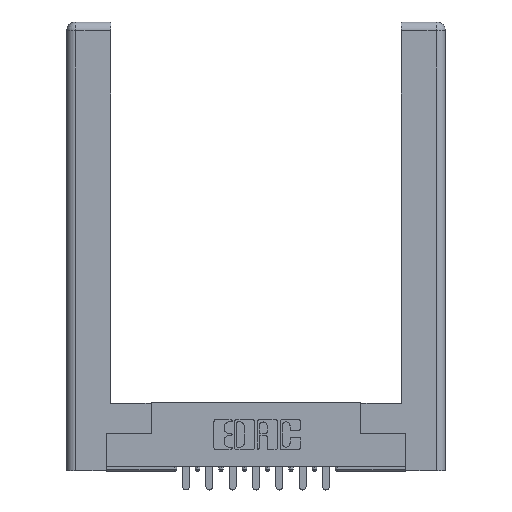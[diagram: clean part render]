
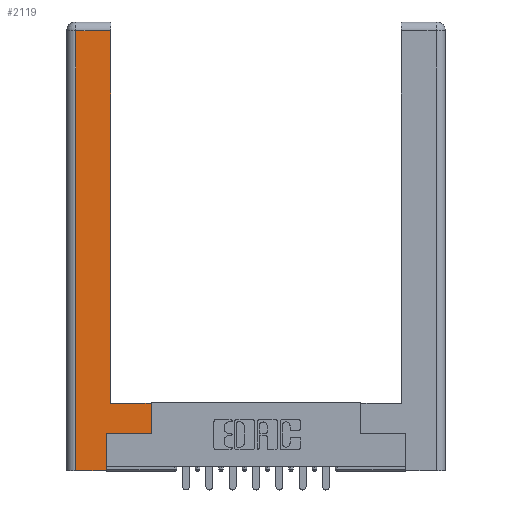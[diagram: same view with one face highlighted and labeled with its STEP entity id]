
A CAD part, top view. The second image highlights one B-rep face of the part: STEP entity #2119.
In plain terms, the highlighted planar face has unit normal (0, 0, 1).
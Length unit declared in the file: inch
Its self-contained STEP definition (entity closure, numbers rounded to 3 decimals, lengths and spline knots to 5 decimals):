
#29 = ORIENTED_EDGE ( 'NONE', *, *, #407, .T. ) ;
#103 = LINE ( 'NONE', #12851, #5476 ) ;
#407 = EDGE_CURVE ( 'NONE', #5715, #420, #14322, .T. ) ;
#420 = VERTEX_POINT ( 'NONE', #10246 ) ;
#598 = LINE ( 'NONE', #2130, #13407 ) ;
#659 = EDGE_CURVE ( 'NONE', #420, #8729, #4961, .T. ) ;
#705 = EDGE_CURVE ( 'NONE', #3123, #1742, #11173, .T. ) ;
#914 = EDGE_LOOP ( 'NONE', ( #9278, #8060, #3137, #7744, #4387, #3591, #10159, #29 ) ) ;
#1243 = EDGE_CURVE ( 'NONE', #12123, #3123, #598, .T. ) ;
#1525 = DIRECTION ( 'NONE',  ( -1., 0., 0. ) ) ;
#1742 = VERTEX_POINT ( 'NONE', #10235 ) ;
#1867 = CARTESIAN_POINT ( 'NONE',  ( 0.295, 2.94, 0. ) ) ;
#2119 = ADVANCED_FACE ( 'NONE', ( #12525 ), #5891, .F. ) ;
#2130 = CARTESIAN_POINT ( 'NONE',  ( 0.0615, 0., 0. ) ) ;
#2281 = VERTEX_POINT ( 'NONE', #11778 ) ;
#2501 = LINE ( 'NONE', #10847, #9929 ) ;
#2502 = VECTOR ( 'NONE', #7857, 39.37008 ) ;
#2760 = VERTEX_POINT ( 'NONE', #10456 ) ;
#3123 = VERTEX_POINT ( 'NONE', #9743 ) ;
#3137 = ORIENTED_EDGE ( 'NONE', *, *, #1243, .T. ) ;
#3299 = EDGE_CURVE ( 'NONE', #8729, #12123, #5343, .T. ) ;
#3304 = CARTESIAN_POINT ( 'NONE',  ( 0.565, 0.245, 0. ) ) ;
#3552 = EDGE_CURVE ( 'NONE', #2281, #2760, #3818, .T. ) ;
#3591 = ORIENTED_EDGE ( 'NONE', *, *, #3552, .T. ) ;
#3818 = LINE ( 'NONE', #3304, #12489 ) ;
#4137 = DIRECTION ( 'NONE',  ( 0., 1., 0. ) ) ;
#4210 = DIRECTION ( 'NONE',  ( 0., 1., 0. ) ) ;
#4352 = DIRECTION ( 'NONE',  ( 1., 0., 0. ) ) ;
#4387 = ORIENTED_EDGE ( 'NONE', *, *, #14016, .T. ) ;
#4832 = DIRECTION ( 'NONE',  ( -1., 0., 0. ) ) ;
#4961 = LINE ( 'NONE', #12360, #2502 ) ;
#5343 = LINE ( 'NONE', #9113, #8145 ) ;
#5476 = VECTOR ( 'NONE', #4137, 39.37008 ) ;
#5715 = VERTEX_POINT ( 'NONE', #12760 ) ;
#5891 = PLANE ( 'NONE',  #13652 ) ;
#6515 = EDGE_CURVE ( 'NONE', #2760, #5715, #2501, .T. ) ;
#7195 = DIRECTION ( 'NONE',  ( 0., 0., -1. ) ) ;
#7654 = DIRECTION ( 'NONE',  ( 0., -1., 0. ) ) ;
#7744 = ORIENTED_EDGE ( 'NONE', *, *, #705, .T. ) ;
#7857 = DIRECTION ( 'NONE',  ( 0., 1., 0. ) ) ;
#8060 = ORIENTED_EDGE ( 'NONE', *, *, #3299, .T. ) ;
#8145 = VECTOR ( 'NONE', #1525, 39.37008 ) ;
#8729 = VERTEX_POINT ( 'NONE', #1867 ) ;
#9057 = CARTESIAN_POINT ( 'NONE',  ( 0.265, 0., 0. ) ) ;
#9113 = CARTESIAN_POINT ( 'NONE',  ( 0.0615, 2.94, 0. ) ) ;
#9278 = ORIENTED_EDGE ( 'NONE', *, *, #659, .T. ) ;
#9743 = CARTESIAN_POINT ( 'NONE',  ( 0.0615, 0., 0. ) ) ;
#9929 = VECTOR ( 'NONE', #4210, 39.37008 ) ;
#10159 = ORIENTED_EDGE ( 'NONE', *, *, #6515, .T. ) ;
#10216 = CARTESIAN_POINT ( 'NONE',  ( 0.0615, 2.94, 0. ) ) ;
#10235 = CARTESIAN_POINT ( 'NONE',  ( 0.265, 0., 0. ) ) ;
#10246 = CARTESIAN_POINT ( 'NONE',  ( 0.295, 0.45, 0. ) ) ;
#10456 = CARTESIAN_POINT ( 'NONE',  ( 0.565, 0.245, 0. ) ) ;
#10847 = CARTESIAN_POINT ( 'NONE',  ( 0.565, 0.45, 0. ) ) ;
#11173 = LINE ( 'NONE', #9057, #11688 ) ;
#11277 = CARTESIAN_POINT ( 'NONE',  ( 0.295, 0.45, 0. ) ) ;
#11366 = VECTOR ( 'NONE', #12396, 39.37008 ) ;
#11688 = VECTOR ( 'NONE', #4352, 39.37008 ) ;
#11778 = CARTESIAN_POINT ( 'NONE',  ( 0.265, 0.245, 0. ) ) ;
#12077 = DIRECTION ( 'NONE',  ( 1., 0., 0. ) ) ;
#12123 = VERTEX_POINT ( 'NONE', #10216 ) ;
#12360 = CARTESIAN_POINT ( 'NONE',  ( 0.295, 3., 0. ) ) ;
#12396 = DIRECTION ( 'NONE',  ( -1., 0., 0. ) ) ;
#12489 = VECTOR ( 'NONE', #12077, 39.37008 ) ;
#12525 = FACE_OUTER_BOUND ( 'NONE', #914, .T. ) ;
#12760 = CARTESIAN_POINT ( 'NONE',  ( 0.565, 0.45, 0. ) ) ;
#12851 = CARTESIAN_POINT ( 'NONE',  ( 0.265, 0.245, 0. ) ) ;
#13407 = VECTOR ( 'NONE', #7654, 39.37008 ) ;
#13652 = AXIS2_PLACEMENT_3D ( 'NONE', #13735, #7195, #4832 ) ;
#13735 = CARTESIAN_POINT ( 'NONE',  ( 0., 0., 0. ) ) ;
#14016 = EDGE_CURVE ( 'NONE', #1742, #2281, #103, .T. ) ;
#14322 = LINE ( 'NONE', #11277, #11366 ) ;
